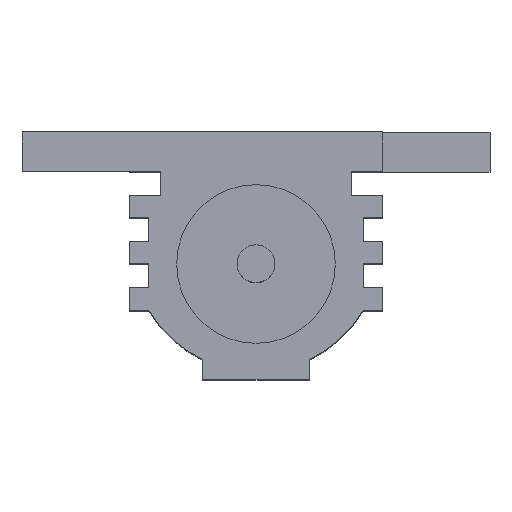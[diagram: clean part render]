
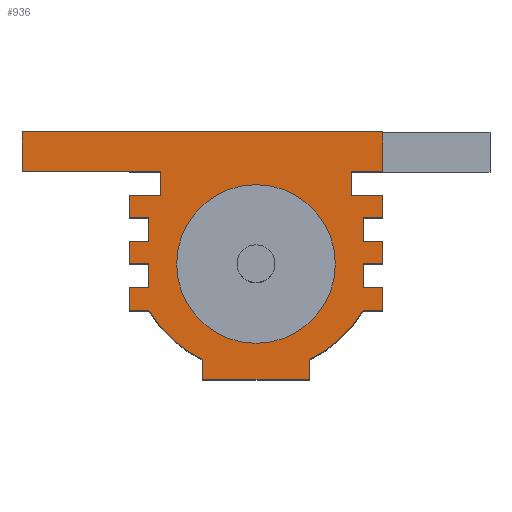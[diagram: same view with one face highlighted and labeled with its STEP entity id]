
A CAD part, top view. The second image highlights one B-rep face of the part: STEP entity #936.
In plain terms, the highlighted planar face has unit normal (0, 0, 1).
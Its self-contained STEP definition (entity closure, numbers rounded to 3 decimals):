
#22=LINE('',#1285,#132);
#26=LINE('',#1293,#136);
#29=LINE('',#1299,#139);
#32=LINE('',#1308,#142);
#42=LINE('',#1331,#152);
#47=LINE('',#1341,#157);
#52=LINE('',#1353,#162);
#55=LINE('',#1359,#165);
#58=LINE('',#1365,#168);
#61=LINE('',#1371,#171);
#64=LINE('',#1377,#174);
#67=LINE('',#1383,#177);
#70=LINE('',#1389,#180);
#73=LINE('',#1395,#183);
#76=LINE('',#1401,#186);
#79=LINE('',#1407,#189);
#82=LINE('',#1413,#192);
#85=LINE('',#1419,#195);
#88=LINE('',#1425,#198);
#92=LINE('',#1437,#202);
#95=LINE('',#1443,#205);
#98=LINE('',#1449,#208);
#102=LINE('',#1461,#212);
#105=LINE('',#1467,#215);
#108=LINE('',#1473,#218);
#111=LINE('',#1479,#221);
#114=LINE('',#1485,#224);
#117=LINE('',#1491,#227);
#120=LINE('',#1497,#230);
#123=LINE('',#1503,#233);
#125=LINE('',#1511,#235);
#126=LINE('',#1513,#236);
#132=VECTOR('',#1041,1000.);
#136=VECTOR('',#1047,1000.);
#139=VECTOR('',#1052,1000.);
#142=VECTOR('',#1059,1000.);
#152=VECTOR('',#1077,1000.);
#157=VECTOR('',#1084,1000.);
#162=VECTOR('',#1093,1000.);
#165=VECTOR('',#1098,1000.);
#168=VECTOR('',#1103,1000.);
#171=VECTOR('',#1108,1000.);
#174=VECTOR('',#1113,1000.);
#177=VECTOR('',#1118,1000.);
#180=VECTOR('',#1123,1000.);
#183=VECTOR('',#1128,1000.);
#186=VECTOR('',#1133,1000.);
#189=VECTOR('',#1138,1000.);
#192=VECTOR('',#1143,1000.);
#195=VECTOR('',#1148,1000.);
#198=VECTOR('',#1153,1000.);
#202=VECTOR('',#1165,1000.);
#205=VECTOR('',#1170,1000.);
#208=VECTOR('',#1175,1000.);
#212=VECTOR('',#1187,1000.);
#215=VECTOR('',#1192,1000.);
#218=VECTOR('',#1197,1000.);
#221=VECTOR('',#1202,1000.);
#224=VECTOR('',#1207,1000.);
#227=VECTOR('',#1212,1000.);
#230=VECTOR('',#1217,1000.);
#233=VECTOR('',#1222,1000.);
#235=VECTOR('',#1232,1000.);
#236=VECTOR('',#1235,1000.);
#272=PLANE('',#1011);
#434=ORIENTED_EDGE('',*,*,#652,.F.);
#435=ORIENTED_EDGE('',*,*,#561,.T.);
#436=ORIENTED_EDGE('',*,*,#566,.T.);
#437=ORIENTED_EDGE('',*,*,#572,.T.);
#438=ORIENTED_EDGE('',*,*,#575,.T.);
#439=ORIENTED_EDGE('',*,*,#578,.T.);
#440=ORIENTED_EDGE('',*,*,#581,.T.);
#441=ORIENTED_EDGE('',*,*,#584,.T.);
#442=ORIENTED_EDGE('',*,*,#587,.T.);
#443=ORIENTED_EDGE('',*,*,#590,.T.);
#444=ORIENTED_EDGE('',*,*,#593,.T.);
#445=ORIENTED_EDGE('',*,*,#596,.T.);
#446=ORIENTED_EDGE('',*,*,#599,.T.);
#447=ORIENTED_EDGE('',*,*,#602,.T.);
#448=ORIENTED_EDGE('',*,*,#605,.T.);
#449=ORIENTED_EDGE('',*,*,#608,.T.);
#450=ORIENTED_EDGE('',*,*,#611,.T.);
#451=ORIENTED_EDGE('',*,*,#614,.T.);
#452=ORIENTED_EDGE('',*,*,#617,.T.);
#453=ORIENTED_EDGE('',*,*,#620,.T.);
#454=ORIENTED_EDGE('',*,*,#623,.T.);
#455=ORIENTED_EDGE('',*,*,#626,.T.);
#456=ORIENTED_EDGE('',*,*,#629,.T.);
#457=ORIENTED_EDGE('',*,*,#632,.T.);
#458=ORIENTED_EDGE('',*,*,#635,.T.);
#459=ORIENTED_EDGE('',*,*,#638,.T.);
#460=ORIENTED_EDGE('',*,*,#641,.T.);
#461=ORIENTED_EDGE('',*,*,#644,.T.);
#462=ORIENTED_EDGE('',*,*,#647,.T.);
#463=ORIENTED_EDGE('',*,*,#651,.T.);
#464=ORIENTED_EDGE('',*,*,#538,.T.);
#465=ORIENTED_EDGE('',*,*,#542,.T.);
#466=ORIENTED_EDGE('',*,*,#545,.T.);
#467=ORIENTED_EDGE('',*,*,#549,.T.);
#468=ORIENTED_EDGE('',*,*,#534,.T.);
#534=EDGE_CURVE('',#660,#660,#748,.T.);
#538=EDGE_CURVE('',#665,#664,#22,.T.);
#542=EDGE_CURVE('',#664,#667,#26,.T.);
#545=EDGE_CURVE('',#667,#669,#29,.T.);
#549=EDGE_CURVE('',#669,#673,#32,.T.);
#561=EDGE_CURVE('',#683,#682,#42,.T.);
#566=EDGE_CURVE('',#682,#686,#47,.T.);
#572=EDGE_CURVE('',#686,#691,#52,.T.);
#575=EDGE_CURVE('',#691,#693,#55,.T.);
#578=EDGE_CURVE('',#693,#695,#58,.T.);
#581=EDGE_CURVE('',#695,#697,#61,.T.);
#584=EDGE_CURVE('',#697,#699,#64,.T.);
#587=EDGE_CURVE('',#699,#701,#67,.T.);
#590=EDGE_CURVE('',#701,#703,#70,.T.);
#593=EDGE_CURVE('',#703,#705,#73,.T.);
#596=EDGE_CURVE('',#705,#707,#76,.T.);
#599=EDGE_CURVE('',#707,#709,#79,.T.);
#602=EDGE_CURVE('',#709,#711,#82,.T.);
#605=EDGE_CURVE('',#711,#713,#85,.T.);
#608=EDGE_CURVE('',#713,#715,#88,.T.);
#611=EDGE_CURVE('',#715,#717,#755,.T.);
#614=EDGE_CURVE('',#717,#719,#92,.T.);
#617=EDGE_CURVE('',#719,#721,#95,.T.);
#620=EDGE_CURVE('',#721,#723,#98,.T.);
#623=EDGE_CURVE('',#723,#725,#757,.T.);
#626=EDGE_CURVE('',#725,#727,#102,.T.);
#629=EDGE_CURVE('',#727,#729,#105,.T.);
#632=EDGE_CURVE('',#729,#731,#108,.T.);
#635=EDGE_CURVE('',#731,#733,#111,.T.);
#638=EDGE_CURVE('',#733,#735,#114,.T.);
#641=EDGE_CURVE('',#735,#737,#117,.T.);
#644=EDGE_CURVE('',#737,#739,#120,.T.);
#647=EDGE_CURVE('',#739,#741,#123,.T.);
#651=EDGE_CURVE('',#741,#665,#125,.T.);
#652=EDGE_CURVE('',#683,#673,#126,.T.);
#660=VERTEX_POINT('',#1276);
#664=VERTEX_POINT('',#1284);
#665=VERTEX_POINT('',#1286);
#667=VERTEX_POINT('',#1292);
#669=VERTEX_POINT('',#1298);
#673=VERTEX_POINT('',#1307);
#682=VERTEX_POINT('',#1330);
#683=VERTEX_POINT('',#1332);
#686=VERTEX_POINT('',#1340);
#691=VERTEX_POINT('',#1352);
#693=VERTEX_POINT('',#1358);
#695=VERTEX_POINT('',#1364);
#697=VERTEX_POINT('',#1370);
#699=VERTEX_POINT('',#1376);
#701=VERTEX_POINT('',#1382);
#703=VERTEX_POINT('',#1388);
#705=VERTEX_POINT('',#1394);
#707=VERTEX_POINT('',#1400);
#709=VERTEX_POINT('',#1406);
#711=VERTEX_POINT('',#1412);
#713=VERTEX_POINT('',#1418);
#715=VERTEX_POINT('',#1424);
#717=VERTEX_POINT('',#1430);
#719=VERTEX_POINT('',#1436);
#721=VERTEX_POINT('',#1442);
#723=VERTEX_POINT('',#1448);
#725=VERTEX_POINT('',#1454);
#727=VERTEX_POINT('',#1460);
#729=VERTEX_POINT('',#1466);
#731=VERTEX_POINT('',#1472);
#733=VERTEX_POINT('',#1478);
#735=VERTEX_POINT('',#1484);
#737=VERTEX_POINT('',#1490);
#739=VERTEX_POINT('',#1496);
#741=VERTEX_POINT('',#1502);
#748=CIRCLE('',#964,4.625);
#755=CIRCLE('',#992,7.254);
#757=CIRCLE('',#998,7.254);
#806=EDGE_LOOP('',(#434,#435,#436,#437,#438,#439,#440,#441,#442,#443,#444,
#445,#446,#447,#448,#449,#450,#451,#452,#453,#454,#455,#456,#457,#458,#459,
#460,#461,#462,#463,#464,#465,#466,#467));
#807=EDGE_LOOP('',(#468));
#870=FACE_BOUND('',#806,.T.);
#871=FACE_BOUND('',#807,.T.);
#936=ADVANCED_FACE('',(#870,#871),#272,.T.);
#964=AXIS2_PLACEMENT_3D('',#1275,#1033,#1034);
#992=AXIS2_PLACEMENT_3D('',#1431,#1159,#1160);
#998=AXIS2_PLACEMENT_3D('',#1455,#1181,#1182);
#1011=AXIS2_PLACEMENT_3D('',#1512,#1233,#1234);
#1033=DIRECTION('',(0.,0.,-1.));
#1034=DIRECTION('',(1.,0.,0.));
#1041=DIRECTION('',(0.,1.,0.));
#1047=DIRECTION('',(-1.,0.,0.));
#1052=DIRECTION('',(0.,1.,0.));
#1059=DIRECTION('',(1.,0.,0.));
#1077=DIRECTION('',(-1.,0.,0.));
#1084=DIRECTION('',(0.,-1.,0.));
#1093=DIRECTION('',(1.,0.,0.));
#1098=DIRECTION('',(0.,-1.,0.));
#1103=DIRECTION('',(-1.,0.,0.));
#1108=DIRECTION('',(0.,-1.,0.));
#1113=DIRECTION('',(1.,0.,0.));
#1118=DIRECTION('',(0.,-1.,0.));
#1123=DIRECTION('',(-1.,0.,0.));
#1128=DIRECTION('',(0.,-1.,0.));
#1133=DIRECTION('',(1.,0.,0.));
#1138=DIRECTION('',(0.,-1.,0.));
#1143=DIRECTION('',(-1.,0.,0.));
#1148=DIRECTION('',(0.,-1.,0.));
#1153=DIRECTION('',(1.,0.,0.));
#1159=DIRECTION('',(0.,0.,1.));
#1160=DIRECTION('',(1.,0.,0.));
#1165=DIRECTION('',(0.,-1.,0.));
#1170=DIRECTION('',(1.,0.,0.));
#1175=DIRECTION('',(0.,1.,0.));
#1181=DIRECTION('',(0.,0.,1.));
#1182=DIRECTION('',(1.,0.,0.));
#1187=DIRECTION('',(1.,0.,0.));
#1192=DIRECTION('',(0.,1.,0.));
#1197=DIRECTION('',(-1.,0.,0.));
#1202=DIRECTION('',(0.,1.,0.));
#1207=DIRECTION('',(1.,0.,0.));
#1212=DIRECTION('',(0.,1.,0.));
#1217=DIRECTION('',(-1.,0.,0.));
#1222=DIRECTION('',(0.,1.,0.));
#1232=DIRECTION('',(1.,0.,0.));
#1233=DIRECTION('',(0.,0.,1.));
#1234=DIRECTION('',(1.,0.,0.));
#1235=DIRECTION('',(0.,-1.,0.));
#1275=CARTESIAN_POINT('',(0.,-0.491,28.2));
#1276=CARTESIAN_POINT('',(4.625,-0.491,28.2));
#1284=CARTESIAN_POINT('',(7.4,3.515,28.2));
#1285=CARTESIAN_POINT('',(7.4,3.515,28.2));
#1286=CARTESIAN_POINT('',(7.4,2.22,28.2));
#1292=CARTESIAN_POINT('',(5.55,3.515,28.2));
#1293=CARTESIAN_POINT('',(7.4,3.515,28.2));
#1298=CARTESIAN_POINT('',(5.55,4.903,28.2));
#1299=CARTESIAN_POINT('',(5.55,4.903,28.2));
#1307=CARTESIAN_POINT('',(7.4,4.903,28.2));
#1308=CARTESIAN_POINT('',(5.55,4.903,28.2));
#1330=CARTESIAN_POINT('',(-13.644,7.215,28.2));
#1331=CARTESIAN_POINT('',(-7.863,7.215,28.2));
#1332=CARTESIAN_POINT('',(7.4,7.215,28.2));
#1340=CARTESIAN_POINT('',(-13.644,4.903,28.2));
#1341=CARTESIAN_POINT('',(-13.644,7.215,28.2));
#1352=CARTESIAN_POINT('',(-5.55,4.903,28.2));
#1353=CARTESIAN_POINT('',(-13.644,4.903,28.2));
#1358=CARTESIAN_POINT('',(-5.55,3.515,28.2));
#1359=CARTESIAN_POINT('',(-5.55,4.903,28.2));
#1364=CARTESIAN_POINT('',(-7.4,3.515,28.2));
#1365=CARTESIAN_POINT('',(-5.55,3.515,28.2));
#1370=CARTESIAN_POINT('',(-7.4,2.22,28.2));
#1371=CARTESIAN_POINT('',(-7.4,3.515,28.2));
#1376=CARTESIAN_POINT('',(-6.244,2.22,28.2));
#1377=CARTESIAN_POINT('',(-7.4,2.22,28.2));
#1382=CARTESIAN_POINT('',(-6.244,0.833,28.2));
#1383=CARTESIAN_POINT('',(-6.244,0.833,28.2));
#1388=CARTESIAN_POINT('',(-7.4,0.833,28.2));
#1389=CARTESIAN_POINT('',(-7.4,0.833,28.2));
#1394=CARTESIAN_POINT('',(-7.4,-0.463,28.2));
#1395=CARTESIAN_POINT('',(-7.4,0.833,28.2));
#1400=CARTESIAN_POINT('',(-6.244,-0.463,28.2));
#1401=CARTESIAN_POINT('',(-7.4,-0.463,28.2));
#1406=CARTESIAN_POINT('',(-6.244,-1.85,28.2));
#1407=CARTESIAN_POINT('',(-6.244,-1.85,28.2));
#1412=CARTESIAN_POINT('',(-7.4,-1.85,28.2));
#1413=CARTESIAN_POINT('',(-7.4,-1.85,28.2));
#1418=CARTESIAN_POINT('',(-7.4,-3.191,28.2));
#1419=CARTESIAN_POINT('',(-7.4,-1.85,28.2));
#1424=CARTESIAN_POINT('',(-6.244,-3.191,28.2));
#1425=CARTESIAN_POINT('',(-7.4,-3.191,28.2));
#1430=CARTESIAN_POINT('',(-3.099,-6.057,28.2));
#1431=CARTESIAN_POINT('',(0.,0.502,28.2));
#1436=CARTESIAN_POINT('',(-3.099,-7.215,28.2));
#1437=CARTESIAN_POINT('',(-3.099,-6.057,28.2));
#1442=CARTESIAN_POINT('',(3.099,-7.215,28.2));
#1443=CARTESIAN_POINT('',(-3.099,-7.215,28.2));
#1448=CARTESIAN_POINT('',(3.099,-6.057,28.2));
#1449=CARTESIAN_POINT('',(3.099,-6.057,28.2));
#1454=CARTESIAN_POINT('',(6.244,-3.191,28.2));
#1455=CARTESIAN_POINT('',(0.,0.502,28.2));
#1460=CARTESIAN_POINT('',(7.4,-3.191,28.2));
#1461=CARTESIAN_POINT('',(6.244,-3.191,28.2));
#1466=CARTESIAN_POINT('',(7.4,-1.85,28.2));
#1467=CARTESIAN_POINT('',(7.4,-1.85,28.2));
#1472=CARTESIAN_POINT('',(6.244,-1.85,28.2));
#1473=CARTESIAN_POINT('',(7.4,-1.85,28.2));
#1478=CARTESIAN_POINT('',(6.244,-0.463,28.2));
#1479=CARTESIAN_POINT('',(6.244,-1.85,28.2));
#1484=CARTESIAN_POINT('',(7.4,-0.463,28.2));
#1485=CARTESIAN_POINT('',(7.4,-0.463,28.2));
#1490=CARTESIAN_POINT('',(7.4,0.832,28.2));
#1491=CARTESIAN_POINT('',(7.4,0.832,28.2));
#1496=CARTESIAN_POINT('',(6.244,0.832,28.2));
#1497=CARTESIAN_POINT('',(7.4,0.832,28.2));
#1502=CARTESIAN_POINT('',(6.244,2.22,28.2));
#1503=CARTESIAN_POINT('',(6.244,0.832,28.2));
#1511=CARTESIAN_POINT('',(7.4,2.22,28.2));
#1512=CARTESIAN_POINT('',(0.,0.502,28.2));
#1513=CARTESIAN_POINT('',(7.4,7.903,28.2));
